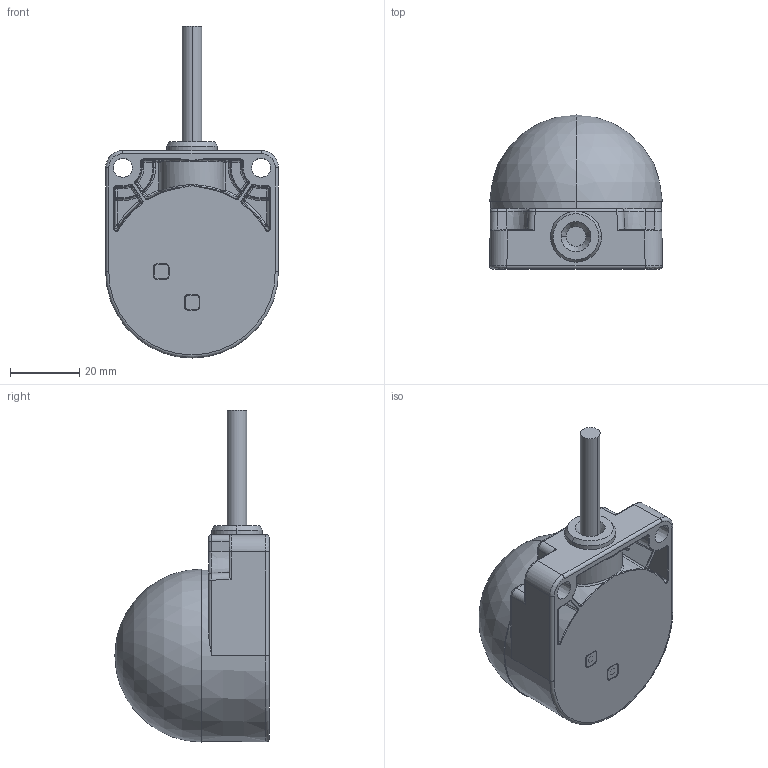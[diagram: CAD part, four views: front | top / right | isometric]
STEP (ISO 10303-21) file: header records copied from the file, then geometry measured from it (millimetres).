
FILE_DESCRIPTION((''),'2;1');
FILE_NAME('144801_ASM','2015-12-01T',('pdmadmin'),(''),'PRO/ENGINEER BY PARAMETRIC TECHNOLOGY CORPORATION, 2013230','PRO/ENGINEER BY PARAMETRIC TECHNOLOGY CORPORATION, 2013230','');
FILE_SCHEMA(('CONFIG_CONTROL_DESIGN'));
Length unit declared in the file: millimetre
Products named in the file (6): 143967; 164906; 69966; 32626; CABLE_225_BLACK; 144801_ASM
Assembly tree (6 placements, depth 2):
  144801_ASM
    143967
    164906
    69966  x2
    32626
    CABLE_225_BLACK
Bounding box: 50 x 44.6 x 96.04 mm (x, y, z)
Volume: 32051.1 mm3; surface area: 24406.5 mm2
Topology: 6 solids, 6 shells, 719 faces, 1790 edges, 1100 vertices
Faces by surface type: cylinder 290, plane 212, bspline 90, torus 49, sphere 38, cone 38, extrusion 2
Entity records: 25665 total; most frequent: CARTESIAN_POINT 8837, DIRECTION 3557, ORIENTED_EDGE 3524, EDGE_CURVE 1762, AXIS2_PLACEMENT_3D 1371, VERTEX_POINT 1084, VECTOR 815, LINE 813
